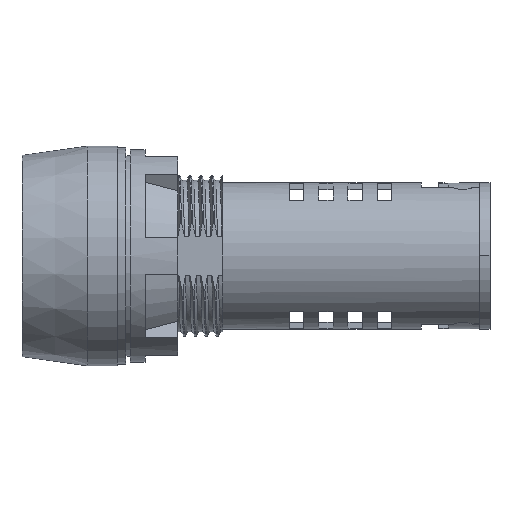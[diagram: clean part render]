
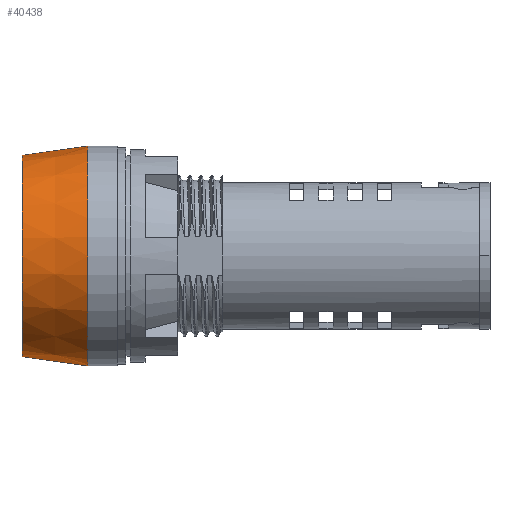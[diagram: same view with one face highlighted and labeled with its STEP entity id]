
A CAD part, front view. The second image highlights one B-rep face of the part: STEP entity #40438.
In plain terms, the highlighted conical face has half-angle 7.907 degrees and reference radius 15 mm.
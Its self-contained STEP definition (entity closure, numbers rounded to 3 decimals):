
#507 = LINE ( 'NONE', #44098, #32748 ) ;
#2197 = VERTEX_POINT ( 'NONE', #22627 ) ;
#2905 = CARTESIAN_POINT ( 'NONE',  ( -12.599, 54.289, 12.219 ) ) ;
#3824 = CIRCLE ( 'NONE', #8301, 15. ) ;
#5410 = CARTESIAN_POINT ( 'NONE',  ( -12.599, 54.289, 42.219 ) ) ;
#5642 = VERTEX_POINT ( 'NONE', #5410 ) ;
#5803 = ORIENTED_EDGE ( 'NONE', *, *, #36844, .T. ) ;
#6999 = CARTESIAN_POINT ( 'NONE',  ( -12.599, 54.289, 42.219 ) ) ;
#8301 = AXIS2_PLACEMENT_3D ( 'NONE', #45415, #20240, #49623 ) ;
#10788 = ORIENTED_EDGE ( 'NONE', *, *, #21786, .F. ) ;
#11885 = CARTESIAN_POINT ( 'NONE',  ( -21.599, 54.289, 27.219 ) ) ;
#16123 = DIRECTION ( 'NONE',  ( 0., 0., -1. ) ) ;
#17003 = CARTESIAN_POINT ( 'NONE',  ( -21.599, 54.289, 13.469 ) ) ;
#18388 = AXIS2_PLACEMENT_3D ( 'NONE', #11885, #41335, #16123 ) ;
#20240 = DIRECTION ( 'NONE',  ( 1., 0., 0. ) ) ;
#21786 = EDGE_CURVE ( 'NONE', #5642, #47998, #3824, .T. ) ;
#22461 = EDGE_CURVE ( 'NONE', #49885, #47998, #507, .T. ) ;
#22627 = CARTESIAN_POINT ( 'NONE',  ( -21.599, 54.289, 40.969 ) ) ;
#26349 = CARTESIAN_POINT ( 'NONE',  ( -12.599, 54.289, 27.219 ) ) ;
#27512 = ORIENTED_EDGE ( 'NONE', *, *, #22461, .T. ) ;
#30191 = EDGE_LOOP ( 'NONE', ( #44738, #5803, #27512, #10788 ) ) ;
#32748 = VECTOR ( 'NONE', #40045, 1000. ) ;
#33199 = LINE ( 'NONE', #6999, #44377 ) ;
#35984 = CIRCLE ( 'NONE', #18388, 13.75 ) ;
#36417 = DIRECTION ( 'NONE',  ( 0.99, 0., 0.138 ) ) ;
#36844 = EDGE_CURVE ( 'NONE', #2197, #49885, #35984, .T. ) ;
#39066 = FACE_OUTER_BOUND ( 'NONE', #30191, .T. ) ;
#39076 = DIRECTION ( 'NONE',  ( 0., 0., -1. ) ) ;
#39452 = EDGE_CURVE ( 'NONE', #2197, #5642, #33199, .T. ) ;
#40045 = DIRECTION ( 'NONE',  ( 0.99, 0., -0.138 ) ) ;
#40438 = ADVANCED_FACE ( 'NONE', ( #39066 ), #48877, .T. ) ;
#41335 = DIRECTION ( 'NONE',  ( 1., 0., 0. ) ) ;
#44098 = CARTESIAN_POINT ( 'NONE',  ( -12.599, 54.289, 12.219 ) ) ;
#44377 = VECTOR ( 'NONE', #36417, 1000. ) ;
#44738 = ORIENTED_EDGE ( 'NONE', *, *, #39452, .F. ) ;
#45415 = CARTESIAN_POINT ( 'NONE',  ( -12.599, 54.289, 27.219 ) ) ;
#47998 = VERTEX_POINT ( 'NONE', #2905 ) ;
#48877 = CONICAL_SURFACE ( 'NONE', #50076, 15., 0.138 ) ;
#49623 = DIRECTION ( 'NONE',  ( 0., 0., -1. ) ) ;
#49885 = VERTEX_POINT ( 'NONE', #17003 ) ;
#50076 = AXIS2_PLACEMENT_3D ( 'NONE', #26349, #51725, #39076 ) ;
#51725 = DIRECTION ( 'NONE',  ( 1., 0., 0. ) ) ;
